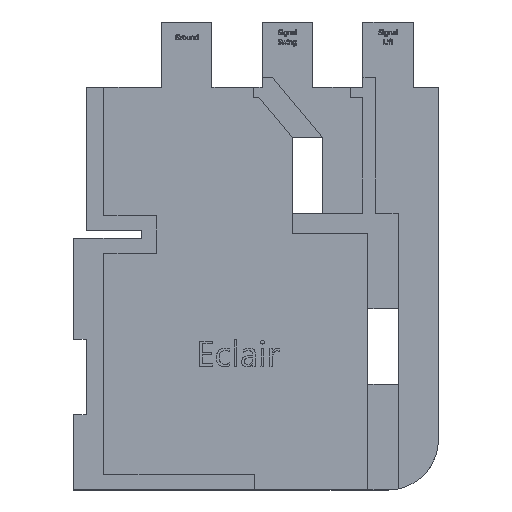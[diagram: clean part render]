
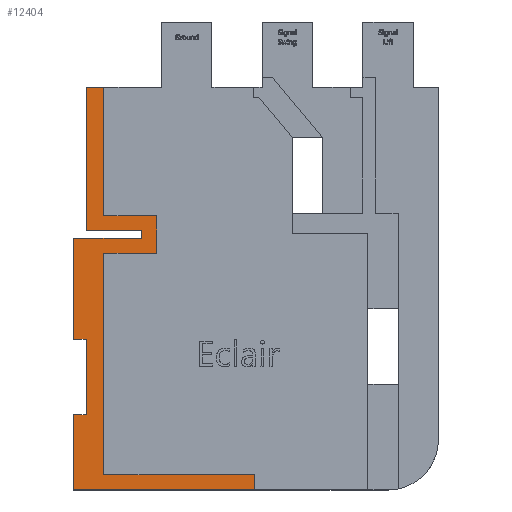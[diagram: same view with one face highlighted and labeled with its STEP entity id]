
A CAD part, top view. The second image highlights one B-rep face of the part: STEP entity #12404.
In plain terms, the highlighted planar face has unit normal (0, 0, 1).
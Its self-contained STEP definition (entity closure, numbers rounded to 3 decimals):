
#231=PLANE('',#12950);
#685=FACE_OUTER_BOUND('',#1367,.T.);
#1367=EDGE_LOOP('',(#9341,#9342,#9343,#9344,#9345,#9346,#9347,#9348,#9349,
#9350,#9351,#9352,#9353,#9354,#9355,#9356,#9357,#9358));
#2317=LINE('',#19042,#3467);
#2321=LINE('',#19049,#3471);
#2324=LINE('',#19055,#3474);
#2327=LINE('',#19061,#3477);
#2330=LINE('',#19067,#3480);
#2333=LINE('',#19073,#3483);
#2336=LINE('',#19079,#3486);
#2337=LINE('',#19083,#3487);
#2338=LINE('',#19085,#3488);
#2339=LINE('',#19087,#3489);
#2340=LINE('',#19089,#3490);
#2341=LINE('',#19091,#3491);
#2342=LINE('',#19093,#3492);
#2343=LINE('',#19095,#3493);
#2344=LINE('',#19097,#3494);
#2345=LINE('',#19099,#3495);
#2346=LINE('',#19100,#3496);
#2347=LINE('',#19101,#3497);
#3467=VECTOR('',#13932,10.);
#3471=VECTOR('',#13938,10.);
#3474=VECTOR('',#13943,10.);
#3477=VECTOR('',#13948,10.);
#3480=VECTOR('',#13953,10.);
#3483=VECTOR('',#13958,10.);
#3486=VECTOR('',#13963,10.);
#3487=VECTOR('',#13966,10.);
#3488=VECTOR('',#13967,10.);
#3489=VECTOR('',#13968,10.);
#3490=VECTOR('',#13969,10.);
#3491=VECTOR('',#13970,10.);
#3492=VECTOR('',#13971,10.);
#3493=VECTOR('',#13972,10.);
#3494=VECTOR('',#13973,10.);
#3495=VECTOR('',#13974,10.);
#3496=VECTOR('',#13975,10.);
#3497=VECTOR('',#13976,10.);
#5378=VERTEX_POINT('',#19039);
#5379=VERTEX_POINT('',#19041);
#5381=VERTEX_POINT('',#19047);
#5383=VERTEX_POINT('',#19053);
#5385=VERTEX_POINT('',#19059);
#5387=VERTEX_POINT('',#19065);
#5389=VERTEX_POINT('',#19071);
#5391=VERTEX_POINT('',#19077);
#5392=VERTEX_POINT('',#19081);
#5393=VERTEX_POINT('',#19082);
#5394=VERTEX_POINT('',#19084);
#5395=VERTEX_POINT('',#19086);
#5396=VERTEX_POINT('',#19088);
#5397=VERTEX_POINT('',#19090);
#5398=VERTEX_POINT('',#19092);
#5399=VERTEX_POINT('',#19094);
#5400=VERTEX_POINT('',#19096);
#5401=VERTEX_POINT('',#19098);
#6901=EDGE_CURVE('',#5378,#5379,#2317,.T.);
#6905=EDGE_CURVE('',#5381,#5378,#2321,.T.);
#6908=EDGE_CURVE('',#5383,#5381,#2324,.T.);
#6911=EDGE_CURVE('',#5385,#5383,#2327,.T.);
#6914=EDGE_CURVE('',#5387,#5385,#2330,.T.);
#6917=EDGE_CURVE('',#5389,#5387,#2333,.T.);
#6920=EDGE_CURVE('',#5391,#5389,#2336,.T.);
#6921=EDGE_CURVE('',#5392,#5393,#2337,.T.);
#6922=EDGE_CURVE('',#5394,#5392,#2338,.T.);
#6923=EDGE_CURVE('',#5395,#5394,#2339,.T.);
#6924=EDGE_CURVE('',#5396,#5395,#2340,.T.);
#6925=EDGE_CURVE('',#5397,#5396,#2341,.T.);
#6926=EDGE_CURVE('',#5398,#5397,#2342,.T.);
#6927=EDGE_CURVE('',#5399,#5398,#2343,.T.);
#6928=EDGE_CURVE('',#5400,#5399,#2344,.T.);
#6929=EDGE_CURVE('',#5401,#5400,#2345,.T.);
#6930=EDGE_CURVE('',#5379,#5401,#2346,.T.);
#6931=EDGE_CURVE('',#5393,#5391,#2347,.T.);
#9341=ORIENTED_EDGE('',*,*,#6921,.F.);
#9342=ORIENTED_EDGE('',*,*,#6922,.F.);
#9343=ORIENTED_EDGE('',*,*,#6923,.F.);
#9344=ORIENTED_EDGE('',*,*,#6924,.F.);
#9345=ORIENTED_EDGE('',*,*,#6925,.F.);
#9346=ORIENTED_EDGE('',*,*,#6926,.F.);
#9347=ORIENTED_EDGE('',*,*,#6927,.F.);
#9348=ORIENTED_EDGE('',*,*,#6928,.F.);
#9349=ORIENTED_EDGE('',*,*,#6929,.F.);
#9350=ORIENTED_EDGE('',*,*,#6930,.F.);
#9351=ORIENTED_EDGE('',*,*,#6901,.F.);
#9352=ORIENTED_EDGE('',*,*,#6905,.F.);
#9353=ORIENTED_EDGE('',*,*,#6908,.F.);
#9354=ORIENTED_EDGE('',*,*,#6911,.F.);
#9355=ORIENTED_EDGE('',*,*,#6914,.F.);
#9356=ORIENTED_EDGE('',*,*,#6917,.F.);
#9357=ORIENTED_EDGE('',*,*,#6920,.F.);
#9358=ORIENTED_EDGE('',*,*,#6931,.F.);
#12404=ADVANCED_FACE('',(#685),#231,.F.);
#12950=AXIS2_PLACEMENT_3D('',#19080,#13964,#13965);
#13932=DIRECTION('',(0.,-1.,0.));
#13938=DIRECTION('',(1.,0.,0.));
#13943=DIRECTION('',(0.,-1.,0.));
#13948=DIRECTION('',(-1.,0.,0.));
#13953=DIRECTION('',(0.,-1.,0.));
#13958=DIRECTION('',(1.,0.,0.));
#13963=DIRECTION('',(0.,-1.,0.));
#13964=DIRECTION('center_axis',(0.,0.,-1.));
#13965=DIRECTION('ref_axis',(-1.,0.,0.));
#13966=DIRECTION('',(0.,1.,0.));
#13967=DIRECTION('',(-1.,0.,0.));
#13968=DIRECTION('',(0.,1.,0.));
#13969=DIRECTION('',(1.,0.,0.));
#13970=DIRECTION('',(0.,1.,0.));
#13971=DIRECTION('',(-1.,0.,0.));
#13972=DIRECTION('',(0.,1.,0.));
#13973=DIRECTION('',(1.,0.,0.));
#13974=DIRECTION('',(0.,1.,0.));
#13975=DIRECTION('',(-1.,0.,0.));
#13976=DIRECTION('',(1.,0.,0.));
#19039=CARTESIAN_POINT('',(3.6,0.3,0.12));
#19041=CARTESIAN_POINT('',(3.6,0.,0.12));
#19042=CARTESIAN_POINT('',(3.6,0.,0.12));
#19047=CARTESIAN_POINT('',(0.6,0.3,0.12));
#19049=CARTESIAN_POINT('',(3.6,0.3,0.12));
#19053=CARTESIAN_POINT('',(0.6,4.7,0.12));
#19055=CARTESIAN_POINT('',(0.6,8.,0.12));
#19059=CARTESIAN_POINT('',(1.65,4.7,0.12));
#19061=CARTESIAN_POINT('',(1.65,4.7,0.12));
#19065=CARTESIAN_POINT('',(1.65,5.45,0.12));
#19067=CARTESIAN_POINT('',(1.65,5.45,0.12));
#19071=CARTESIAN_POINT('',(0.6,5.45,0.12));
#19073=CARTESIAN_POINT('',(0.6,5.45,0.12));
#19077=CARTESIAN_POINT('',(0.6,8.,0.12));
#19079=CARTESIAN_POINT('',(0.6,8.,0.12));
#19080=CARTESIAN_POINT('Origin',(1.8,4.,0.12));
#19081=CARTESIAN_POINT('',(0.25,5.15,0.12));
#19082=CARTESIAN_POINT('',(0.25,8.,0.12));
#19083=CARTESIAN_POINT('',(0.25,6.,0.12));
#19084=CARTESIAN_POINT('',(1.35,5.15,0.12));
#19085=CARTESIAN_POINT('',(1.025,5.15,0.12));
#19086=CARTESIAN_POINT('',(1.35,5.,0.12));
#19087=CARTESIAN_POINT('',(1.35,4.575,0.12));
#19088=CARTESIAN_POINT('',(0.,5.,0.12));
#19089=CARTESIAN_POINT('',(1.575,5.,0.12));
#19090=CARTESIAN_POINT('',(0.,3.,0.12));
#19091=CARTESIAN_POINT('',(0.,4.5,0.12));
#19092=CARTESIAN_POINT('',(0.25,3.,0.12));
#19093=CARTESIAN_POINT('',(0.9,3.,0.12));
#19094=CARTESIAN_POINT('',(0.25,1.5,0.12));
#19095=CARTESIAN_POINT('',(0.25,3.5,0.12));
#19096=CARTESIAN_POINT('',(0.,1.5,0.12));
#19097=CARTESIAN_POINT('',(1.025,1.5,0.12));
#19098=CARTESIAN_POINT('',(0.,0.,0.12));
#19099=CARTESIAN_POINT('',(0.,2.75,0.12));
#19100=CARTESIAN_POINT('',(0.9,0.,0.12));
#19101=CARTESIAN_POINT('',(1.775,8.,0.12));
